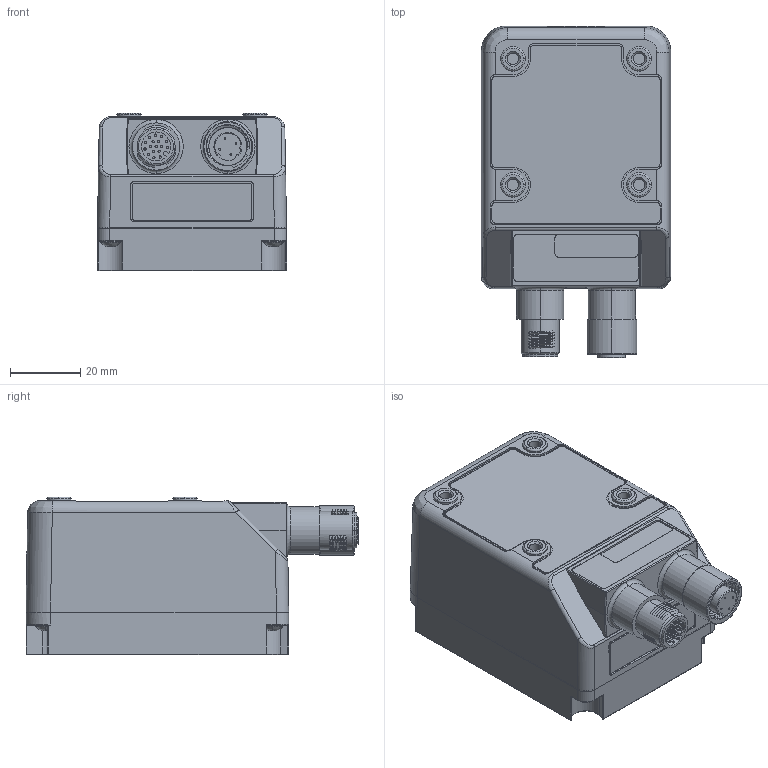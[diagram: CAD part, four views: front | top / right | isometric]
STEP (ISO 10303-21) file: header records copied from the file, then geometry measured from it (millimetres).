
FILE_DESCRIPTION((''),'2;1');
FILE_NAME('218456_ASM','2020-09-10T12:41:40',('PDMAdmin'),('BANNER ENGINEERING'),'CREO PARAMETRIC BY PTC INC, 2019292','CREO PARAMETRIC BY PTC INC, 2019292','');
FILE_SCHEMA(('CONFIG_CONTROL_DESIGN'));
Products named in the file (6): 218456_HOUSING_FOCUS; 218456_COVER; NB_DATALOGIC_CONNECTOR; M3_HEX_BHCS; NB_DATALOGIC_BUTTON; 218456_ASM
Assembly tree (8 placements, depth 2):
  218456_ASM
    218456_HOUSING_FOCUS
    218456_COVER
    NB_DATALOGIC_CONNECTOR
    M3_HEX_BHCS  x4
    NB_DATALOGIC_BUTTON
Bounding box: 54 x 94.8 x 45 mm (x, y, z)
Volume: 171705.5 mm3; surface area: 34435.2 mm2
Topology: 8 solids, 8 shells, 1745 faces, 4625 edges, 3022 vertices
Faces by surface type: plane 1276, cylinder 286, bspline 105, torus 50, cone 18, sphere 10
Entity records: 66231 total; most frequent: CARTESIAN_POINT 24312, ORIENTED_EDGE 9022, DIRECTION 7957, EDGE_CURVE 4511, VECTOR 3653, LINE 3653, VERTEX_POINT 2950, AXIS2_PLACEMENT_3D 2152
